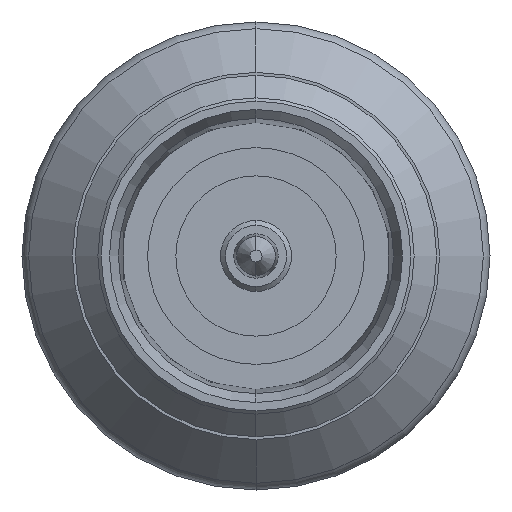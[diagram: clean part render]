
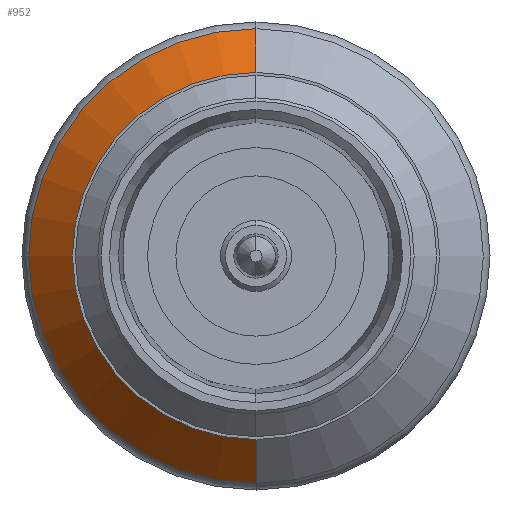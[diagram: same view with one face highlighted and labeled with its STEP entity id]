
A CAD part, left-side view. The second image highlights one B-rep face of the part: STEP entity #952.
In plain terms, the highlighted conical face has half-angle 43.943 degrees and reference radius 5.59 mm.
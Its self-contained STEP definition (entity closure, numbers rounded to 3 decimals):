
#8 = EDGE_CURVE ( 'NONE', #1141, #1513, #811, .T. ) ;
#49 = FACE_OUTER_BOUND ( 'NONE', #1605, .T. ) ;
#102 = DIRECTION ( 'NONE',  ( 1., 0., 0. ) ) ;
#170 = EDGE_CURVE ( 'NONE', #1379, #1513, #1660, .T. ) ;
#173 = DIRECTION ( 'NONE',  ( 1., 0., 0. ) ) ;
#187 = CARTESIAN_POINT ( 'NONE',  ( 17.22, 0., 0. ) ) ;
#304 = ORIENTED_EDGE ( 'NONE', *, *, #8, .T. ) ;
#354 = CONICAL_SURFACE ( 'NONE', #1921, 5.59, 0.767 ) ;
#400 = CARTESIAN_POINT ( 'NONE',  ( 18.6, 0., 0. ) ) ;
#512 = CIRCLE ( 'NONE', #1852, 5.59 ) ;
#681 = EDGE_CURVE ( 'NONE', #835, #1141, #512, .T. ) ;
#703 = CARTESIAN_POINT ( 'NONE',  ( 17.22, 0., -5.59 ) ) ;
#811 = LINE ( 'NONE', #1524, #1052 ) ;
#814 = EDGE_CURVE ( 'NONE', #835, #1379, #1926, .T. ) ;
#835 = VERTEX_POINT ( 'NONE', #703 ) ;
#839 = DIRECTION ( 'NONE',  ( 0.72, 0., -0.694 ) ) ;
#865 = CARTESIAN_POINT ( 'NONE',  ( 17.22, 0., 5.59 ) ) ;
#952 = ADVANCED_FACE ( 'NONE', ( #49 ), #354, .T. ) ;
#953 = CARTESIAN_POINT ( 'NONE',  ( 17.22, 0., 0. ) ) ;
#987 = ORIENTED_EDGE ( 'NONE', *, *, #170, .F. ) ;
#1004 = DIRECTION ( 'NONE',  ( 0., 0., -1. ) ) ;
#1052 = VECTOR ( 'NONE', #1517, 1000. ) ;
#1128 = ORIENTED_EDGE ( 'NONE', *, *, #681, .T. ) ;
#1141 = VERTEX_POINT ( 'NONE', #865 ) ;
#1186 = CARTESIAN_POINT ( 'NONE',  ( 18.6, 0., -6.92 ) ) ;
#1233 = DIRECTION ( 'NONE',  ( 0., 0., -1. ) ) ;
#1304 = CARTESIAN_POINT ( 'NONE',  ( 17.22, 0., -5.59 ) ) ;
#1379 = VERTEX_POINT ( 'NONE', #1186 ) ;
#1424 = ORIENTED_EDGE ( 'NONE', *, *, #814, .F. ) ;
#1463 = AXIS2_PLACEMENT_3D ( 'NONE', #400, #102, #1004 ) ;
#1513 = VERTEX_POINT ( 'NONE', #1631 ) ;
#1517 = DIRECTION ( 'NONE',  ( 0.72, 0., 0.694 ) ) ;
#1524 = CARTESIAN_POINT ( 'NONE',  ( 17.22, 0., 5.59 ) ) ;
#1559 = DIRECTION ( 'NONE',  ( 0., 0., -1. ) ) ;
#1576 = DIRECTION ( 'NONE',  ( 1., 0., 0. ) ) ;
#1605 = EDGE_LOOP ( 'NONE', ( #1128, #304, #987, #1424 ) ) ;
#1631 = CARTESIAN_POINT ( 'NONE',  ( 18.6, 0., 6.92 ) ) ;
#1660 = CIRCLE ( 'NONE', #1463, 6.92 ) ;
#1776 = VECTOR ( 'NONE', #839, 1000. ) ;
#1852 = AXIS2_PLACEMENT_3D ( 'NONE', #953, #1576, #1559 ) ;
#1921 = AXIS2_PLACEMENT_3D ( 'NONE', #187, #173, #1233 ) ;
#1926 = LINE ( 'NONE', #1304, #1776 ) ;
